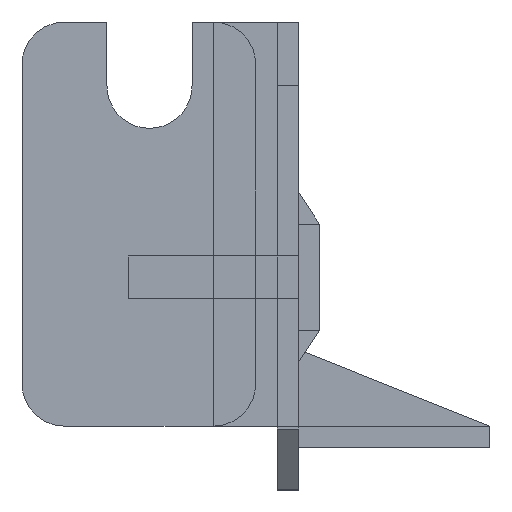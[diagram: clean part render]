
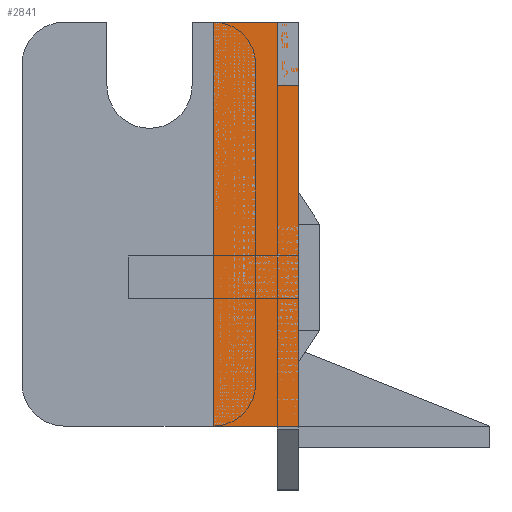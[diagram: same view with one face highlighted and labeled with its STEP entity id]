
A CAD part, left-side view. The second image highlights one B-rep face of the part: STEP entity #2841.
In plain terms, the highlighted planar face has unit normal (-1, 0, 0).
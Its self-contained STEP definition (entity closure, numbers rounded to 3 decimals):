
#2841 = ADVANCED_FACE('',(#2842),#2856,.F.);
#2842 = FACE_BOUND('',#2843,.F.);
#2843 = EDGE_LOOP('',(#2844,#2879,#2907,#2935));
#2844 = ORIENTED_EDGE('',*,*,#2845,.F.);
#2845 = EDGE_CURVE('',#2846,#2848,#2850,.T.);
#2846 = VERTEX_POINT('',#2847);
#2847 = CARTESIAN_POINT('',(0.,0.,3.));
#2848 = VERTEX_POINT('',#2849);
#2849 = CARTESIAN_POINT('',(0.,0.,22.));
#2850 = SURFACE_CURVE('',#2851,(#2855,#2867),.PCURVE_S1.);
#2851 = LINE('',#2852,#2853);
#2852 = CARTESIAN_POINT('',(0.,0.,3.));
#2853 = VECTOR('',#2854,1.);
#2854 = DIRECTION('',(0.,0.,1.));
#2855 = PCURVE('',#2856,#2861);
#2856 = PLANE('',#2857);
#2857 = AXIS2_PLACEMENT_3D('',#2858,#2859,#2860);
#2858 = CARTESIAN_POINT('',(0.,0.,3.));
#2859 = DIRECTION('',(1.,0.,0.));
#2860 = DIRECTION('',(0.,0.,1.));
#2861 = DEFINITIONAL_REPRESENTATION('',(#2862),#2866);
#2862 = LINE('',#2863,#2864);
#2863 = CARTESIAN_POINT('',(0.,0.));
#2864 = VECTOR('',#2865,1.);
#2865 = DIRECTION('',(1.,0.));
#2866 = ( GEOMETRIC_REPRESENTATION_CONTEXT(2) 
PARAMETRIC_REPRESENTATION_CONTEXT() REPRESENTATION_CONTEXT('2D SPACE',''
  ) );
#2867 = PCURVE('',#2868,#2873);
#2868 = PLANE('',#2869);
#2869 = AXIS2_PLACEMENT_3D('',#2870,#2871,#2872);
#2870 = CARTESIAN_POINT('',(0.,0.,3.));
#2871 = DIRECTION('',(0.,1.,0.));
#2872 = DIRECTION('',(0.,0.,1.));
#2873 = DEFINITIONAL_REPRESENTATION('',(#2874),#2878);
#2874 = LINE('',#2875,#2876);
#2875 = CARTESIAN_POINT('',(0.,0.));
#2876 = VECTOR('',#2877,1.);
#2877 = DIRECTION('',(1.,0.));
#2878 = ( GEOMETRIC_REPRESENTATION_CONTEXT(2) 
PARAMETRIC_REPRESENTATION_CONTEXT() REPRESENTATION_CONTEXT('2D SPACE',''
  ) );
#2879 = ORIENTED_EDGE('',*,*,#2880,.T.);
#2880 = EDGE_CURVE('',#2846,#2881,#2883,.T.);
#2881 = VERTEX_POINT('',#2882);
#2882 = CARTESIAN_POINT('',(0.,4.,3.));
#2883 = SURFACE_CURVE('',#2884,(#2888,#2895),.PCURVE_S1.);
#2884 = LINE('',#2885,#2886);
#2885 = CARTESIAN_POINT('',(0.,0.,3.));
#2886 = VECTOR('',#2887,1.);
#2887 = DIRECTION('',(0.,1.,0.));
#2888 = PCURVE('',#2856,#2889);
#2889 = DEFINITIONAL_REPRESENTATION('',(#2890),#2894);
#2890 = LINE('',#2891,#2892);
#2891 = CARTESIAN_POINT('',(0.,0.));
#2892 = VECTOR('',#2893,1.);
#2893 = DIRECTION('',(0.,-1.));
#2894 = ( GEOMETRIC_REPRESENTATION_CONTEXT(2) 
PARAMETRIC_REPRESENTATION_CONTEXT() REPRESENTATION_CONTEXT('2D SPACE',''
  ) );
#2895 = PCURVE('',#2896,#2901);
#2896 = PLANE('',#2897);
#2897 = AXIS2_PLACEMENT_3D('',#2898,#2899,#2900);
#2898 = CARTESIAN_POINT('',(0.,0.,3.));
#2899 = DIRECTION('',(0.,0.,1.));
#2900 = DIRECTION('',(1.,0.,0.));
#2901 = DEFINITIONAL_REPRESENTATION('',(#2902),#2906);
#2902 = LINE('',#2903,#2904);
#2903 = CARTESIAN_POINT('',(0.,0.));
#2904 = VECTOR('',#2905,1.);
#2905 = DIRECTION('',(0.,1.));
#2906 = ( GEOMETRIC_REPRESENTATION_CONTEXT(2) 
PARAMETRIC_REPRESENTATION_CONTEXT() REPRESENTATION_CONTEXT('2D SPACE',''
  ) );
#2907 = ORIENTED_EDGE('',*,*,#2908,.T.);
#2908 = EDGE_CURVE('',#2881,#2909,#2911,.T.);
#2909 = VERTEX_POINT('',#2910);
#2910 = CARTESIAN_POINT('',(0.,4.,22.));
#2911 = SURFACE_CURVE('',#2912,(#2916,#2923),.PCURVE_S1.);
#2912 = LINE('',#2913,#2914);
#2913 = CARTESIAN_POINT('',(0.,4.,3.));
#2914 = VECTOR('',#2915,1.);
#2915 = DIRECTION('',(0.,0.,1.));
#2916 = PCURVE('',#2856,#2917);
#2917 = DEFINITIONAL_REPRESENTATION('',(#2918),#2922);
#2918 = LINE('',#2919,#2920);
#2919 = CARTESIAN_POINT('',(0.,-4.));
#2920 = VECTOR('',#2921,1.);
#2921 = DIRECTION('',(1.,0.));
#2922 = ( GEOMETRIC_REPRESENTATION_CONTEXT(2) 
PARAMETRIC_REPRESENTATION_CONTEXT() REPRESENTATION_CONTEXT('2D SPACE',''
  ) );
#2923 = PCURVE('',#2924,#2929);
#2924 = PLANE('',#2925);
#2925 = AXIS2_PLACEMENT_3D('',#2926,#2927,#2928);
#2926 = CARTESIAN_POINT('',(0.,4.,3.));
#2927 = DIRECTION('',(0.,1.,0.));
#2928 = DIRECTION('',(0.,0.,1.));
#2929 = DEFINITIONAL_REPRESENTATION('',(#2930),#2934);
#2930 = LINE('',#2931,#2932);
#2931 = CARTESIAN_POINT('',(0.,0.));
#2932 = VECTOR('',#2933,1.);
#2933 = DIRECTION('',(1.,0.));
#2934 = ( GEOMETRIC_REPRESENTATION_CONTEXT(2) 
PARAMETRIC_REPRESENTATION_CONTEXT() REPRESENTATION_CONTEXT('2D SPACE',''
  ) );
#2935 = ORIENTED_EDGE('',*,*,#2936,.F.);
#2936 = EDGE_CURVE('',#2848,#2909,#2937,.T.);
#2937 = SURFACE_CURVE('',#2938,(#2942,#2949),.PCURVE_S1.);
#2938 = LINE('',#2939,#2940);
#2939 = CARTESIAN_POINT('',(0.,0.,22.));
#2940 = VECTOR('',#2941,1.);
#2941 = DIRECTION('',(0.,1.,0.));
#2942 = PCURVE('',#2856,#2943);
#2943 = DEFINITIONAL_REPRESENTATION('',(#2944),#2948);
#2944 = LINE('',#2945,#2946);
#2945 = CARTESIAN_POINT('',(19.,0.));
#2946 = VECTOR('',#2947,1.);
#2947 = DIRECTION('',(0.,-1.));
#2948 = ( GEOMETRIC_REPRESENTATION_CONTEXT(2) 
PARAMETRIC_REPRESENTATION_CONTEXT() REPRESENTATION_CONTEXT('2D SPACE',''
  ) );
#2949 = PCURVE('',#2950,#2955);
#2950 = PLANE('',#2951);
#2951 = AXIS2_PLACEMENT_3D('',#2952,#2953,#2954);
#2952 = CARTESIAN_POINT('',(0.,0.,22.));
#2953 = DIRECTION('',(0.,0.,1.));
#2954 = DIRECTION('',(1.,0.,0.));
#2955 = DEFINITIONAL_REPRESENTATION('',(#2956),#2960);
#2956 = LINE('',#2957,#2958);
#2957 = CARTESIAN_POINT('',(0.,0.));
#2958 = VECTOR('',#2959,1.);
#2959 = DIRECTION('',(0.,1.));
#2960 = ( GEOMETRIC_REPRESENTATION_CONTEXT(2) 
PARAMETRIC_REPRESENTATION_CONTEXT() REPRESENTATION_CONTEXT('2D SPACE',''
  ) );
